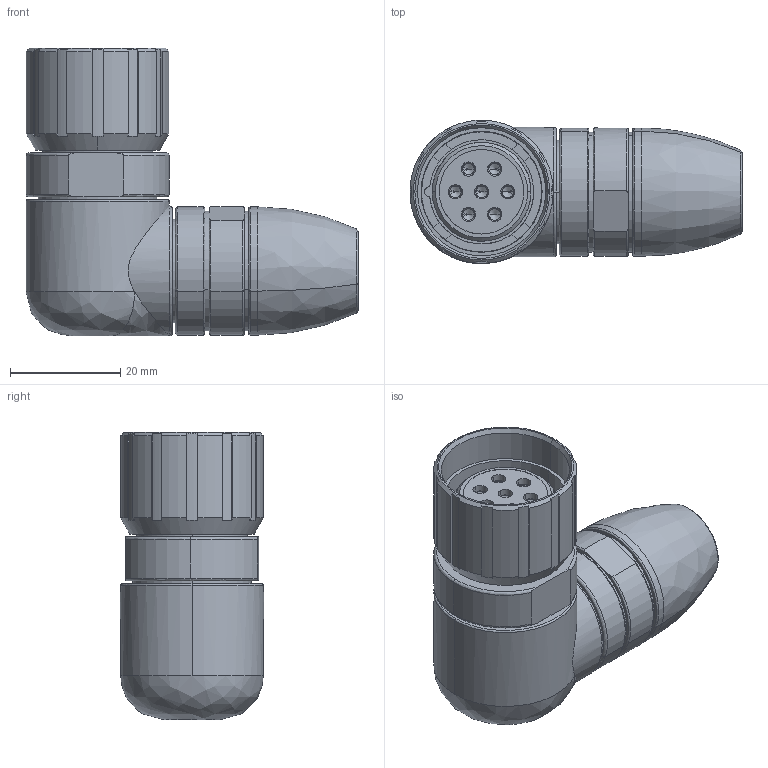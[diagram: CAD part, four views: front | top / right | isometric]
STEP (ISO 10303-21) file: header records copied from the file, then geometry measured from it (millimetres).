
FILE_DESCRIPTION (( 'STEP AP203' ), '1' );
FILE_NAME ('P387.STEP', '2020-04-25T02:50:39', ( 'edpusr' ), ( 'Microsoft' ), 'SwSTEP 2.0', 'SolidWorks 2015', '' );
FILE_SCHEMA (( 'CONFIG_CONTROL_DESIGN' ));
Length unit declared in the file: millimetre
Products named in the file (1): P387
Bounding box: 60.3 x 26 x 52.2 mm (x, y, z)
Volume: 23507.3 mm3; surface area: 29654.5 mm2
Topology: 22 solids, 22 shells, 993 faces, 2594 edges, 1657 vertices
Faces by surface type: plane 387, cylinder 380, cone 117, bspline 109
Entity records: 35104 total; most frequent: CARTESIAN_POINT 11259, ORIENTED_EDGE 5080, DIRECTION 4904, EDGE_CURVE 2540, AXIS2_PLACEMENT_3D 1931, VERTEX_POINT 1650, EDGE_LOOP 1102, CIRCLE 1046
